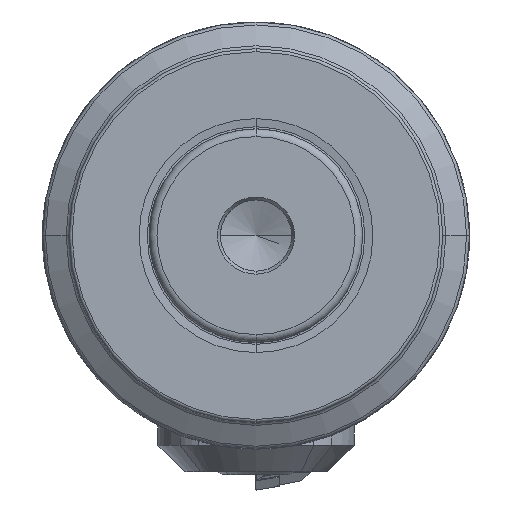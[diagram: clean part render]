
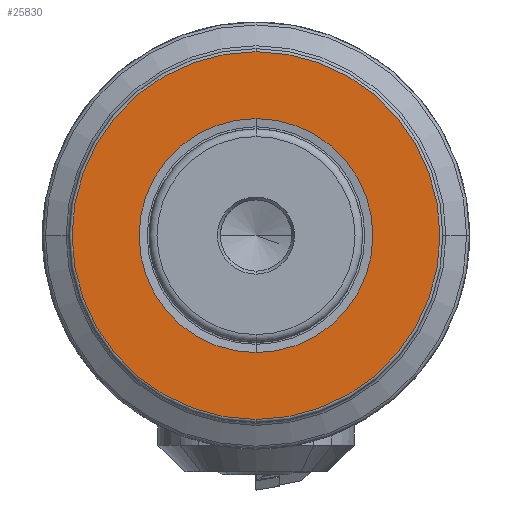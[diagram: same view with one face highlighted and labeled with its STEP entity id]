
A CAD part, left-side view. The second image highlights one B-rep face of the part: STEP entity #25830.
In plain terms, the highlighted planar face has unit normal (-1, 0, 0).
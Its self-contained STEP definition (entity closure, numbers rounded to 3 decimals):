
#934 = DIRECTION ( 'NONE',  ( -1., 0., 0. ) ) ;
#2447 = DIRECTION ( 'NONE',  ( 0., 0., 1. ) ) ;
#2824 = EDGE_LOOP ( 'NONE', ( #17069, #31917 ) ) ;
#2832 = DIRECTION ( 'NONE',  ( 0., 0., 1. ) ) ;
#6195 = EDGE_CURVE ( 'NONE', #10703, #6971, #7662, .T. ) ;
#6971 = VERTEX_POINT ( 'NONE', #25907 ) ;
#7662 = CIRCLE ( 'NONE', #18777, 31. ) ;
#8425 = DIRECTION ( 'NONE',  ( 0., 0., -1. ) ) ;
#9460 = CIRCLE ( 'NONE', #40174, 31. ) ;
#9643 = EDGE_CURVE ( 'NONE', #38907, #26804, #38317, .T. ) ;
#10703 = VERTEX_POINT ( 'NONE', #19109 ) ;
#11950 = FACE_BOUND ( 'NONE', #23292, .T. ) ;
#12681 = DIRECTION ( 'NONE',  ( -1., 0., 0. ) ) ;
#14575 = CIRCLE ( 'NONE', #39500, 19.715 ) ;
#16965 = AXIS2_PLACEMENT_3D ( 'NONE', #17948, #27675, #8425 ) ;
#17069 = ORIENTED_EDGE ( 'NONE', *, *, #32721, .T. ) ;
#17948 = CARTESIAN_POINT ( 'NONE',  ( 0., 19.715, 0. ) ) ;
#18777 = AXIS2_PLACEMENT_3D ( 'NONE', #40858, #21624, #2447 ) ;
#19109 = CARTESIAN_POINT ( 'NONE',  ( 0., 0., -31. ) ) ;
#20062 = CARTESIAN_POINT ( 'NONE',  ( 0., 0., 0. ) ) ;
#20808 = CARTESIAN_POINT ( 'NONE',  ( 0., 0., -19.715 ) ) ;
#21624 = DIRECTION ( 'NONE',  ( -1., 0., 0. ) ) ;
#22021 = DIRECTION ( 'NONE',  ( -1., 0., 0. ) ) ;
#23260 = DIRECTION ( 'NONE',  ( 0., 0., 1. ) ) ;
#23292 = EDGE_LOOP ( 'NONE', ( #35363, #37748 ) ) ;
#24394 = PLANE ( 'NONE',  #16965 ) ;
#25830 = ADVANCED_FACE ( 'NONE', ( #11950, #37590 ), #24394, .F. ) ;
#25907 = CARTESIAN_POINT ( 'NONE',  ( 0., 0., 31. ) ) ;
#26804 = VERTEX_POINT ( 'NONE', #20808 ) ;
#27675 = DIRECTION ( 'NONE',  ( 1., 0., 0. ) ) ;
#31887 = CARTESIAN_POINT ( 'NONE',  ( 0., 0., 0. ) ) ;
#31917 = ORIENTED_EDGE ( 'NONE', *, *, #6195, .T. ) ;
#32381 = AXIS2_PLACEMENT_3D ( 'NONE', #20062, #934, #23260 ) ;
#32721 = EDGE_CURVE ( 'NONE', #6971, #10703, #9460, .T. ) ;
#35128 = DIRECTION ( 'NONE',  ( 0., 0., 1. ) ) ;
#35363 = ORIENTED_EDGE ( 'NONE', *, *, #9643, .F. ) ;
#36120 = EDGE_CURVE ( 'NONE', #26804, #38907, #14575, .T. ) ;
#37590 = FACE_OUTER_BOUND ( 'NONE', #2824, .T. ) ;
#37748 = ORIENTED_EDGE ( 'NONE', *, *, #36120, .F. ) ;
#38317 = CIRCLE ( 'NONE', #32381, 19.715 ) ;
#38907 = VERTEX_POINT ( 'NONE', #41456 ) ;
#39500 = AXIS2_PLACEMENT_3D ( 'NONE', #41270, #22021, #2832 ) ;
#40174 = AXIS2_PLACEMENT_3D ( 'NONE', #31887, #12681, #35128 ) ;
#40858 = CARTESIAN_POINT ( 'NONE',  ( 0., 0., 0. ) ) ;
#41270 = CARTESIAN_POINT ( 'NONE',  ( 0., 0., 0. ) ) ;
#41456 = CARTESIAN_POINT ( 'NONE',  ( 0., 0., 19.715 ) ) ;
